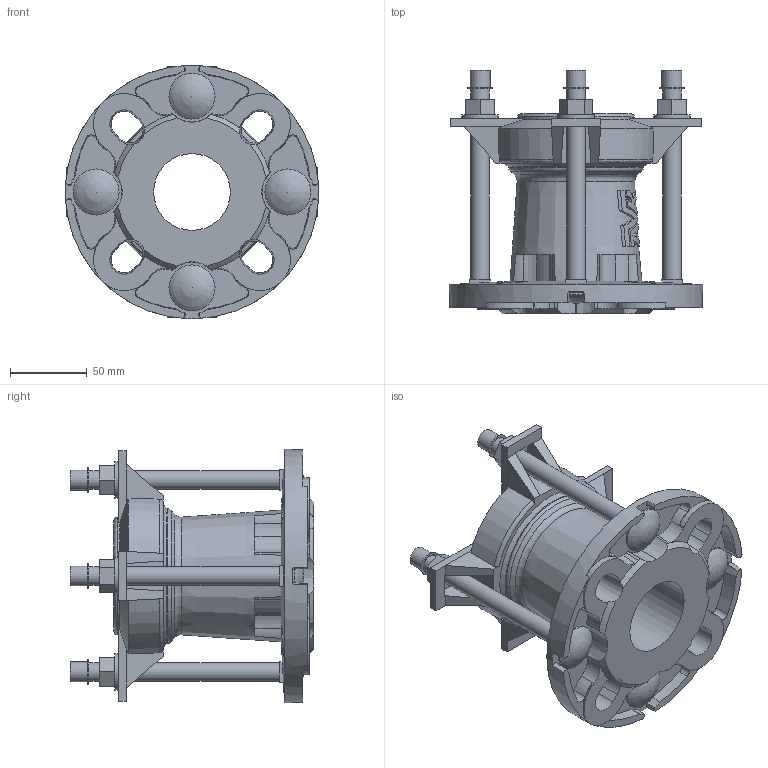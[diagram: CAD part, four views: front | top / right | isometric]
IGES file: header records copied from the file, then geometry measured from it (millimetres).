
Start section: SolidWorks IGES file using analytic representation for surfaces
Global section: file name: O_603_0_DN40-50_046-063mm_IGES.IGS; native system: SolidWorks 2012; preprocessor: SolidWorks 2012; author: rozh; date: 150619.085513; units: millimetre
Bounding box: 165 x 158.5 x 165 mm (x, y, z)
Surface area: 155034.6 mm2 (no closed solid volume)
Topology: 0 solids, 0 shells, 404 faces, 2300 edges, 2242 vertices
Faces by surface type: bspline 231, revolution 173
